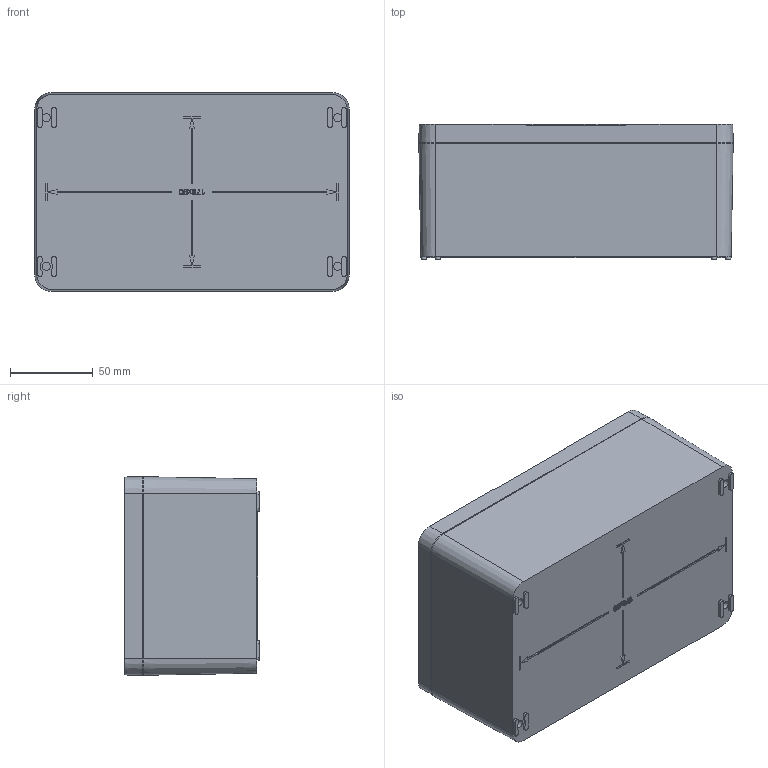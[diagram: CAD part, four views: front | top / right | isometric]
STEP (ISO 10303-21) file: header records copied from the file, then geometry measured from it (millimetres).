
FILE_DESCRIPTION(/* description */ (''),/* implementation_level */ '2;1');
FILE_NAME(/* name */ '',/* time_stamp */ '2025-07-17T15:44:51+07:00',/* author */ ('zeta-72'),/* organization */ (''),/* preprocessor_version */ 'ST-DEVELOPER v19.2',/* originating_system */ 'Autodesk Inventor 2024',/* authorisation */ '');
FILE_SCHEMA (('AUTOMOTIVE_DESIGN { 1 0 10303 214 3 1 1 }'));
Length unit declared in the file: millimetre
Products named in the file (1): Коробка KОА 
190x120x80_Упростить_1
Bounding box: 190 x 81.5 x 120 mm (x, y, z)
Volume: 1790749.6 mm3; surface area: 94045.8 mm2
Topology: 1 solids, 1 shells, 444 faces, 1154 edges, 769 vertices
Faces by surface type: plane 289, bspline 117, cylinder 30, cone 8
Full cylindrical faces by diameter (mm): 4.917 x4
Entity records: 14559 total; most frequent: CARTESIAN_POINT 3953, ORIENTED_EDGE 2284, DIRECTION 1644, EDGE_CURVE 1142, LINE 836, VECTOR 836, VERTEX_POINT 748, EDGE_LOOP 496
